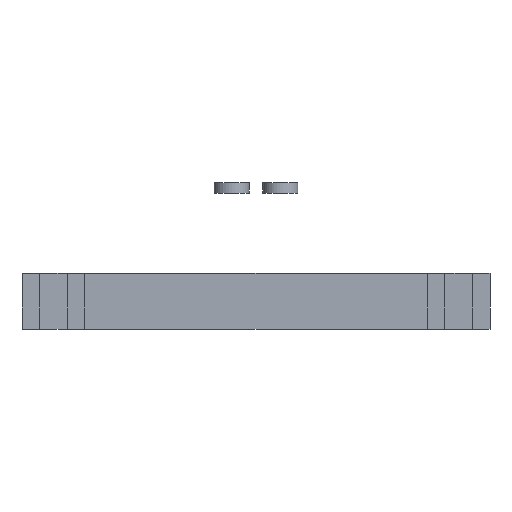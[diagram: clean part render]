
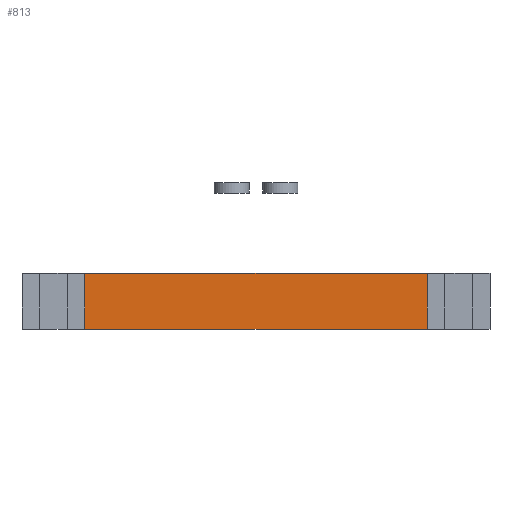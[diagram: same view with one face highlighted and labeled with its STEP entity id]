
A CAD part, front view. The second image highlights one B-rep face of the part: STEP entity #813.
In plain terms, the highlighted planar face has unit normal (0, -1, 0).
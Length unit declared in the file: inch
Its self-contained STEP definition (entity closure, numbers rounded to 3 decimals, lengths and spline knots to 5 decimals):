
#82=LINE('',#1334,#154);
#83=LINE('',#1337,#155);
#84=LINE('',#1339,#156);
#85=LINE('',#1340,#157);
#154=VECTOR('',#1103,0.3937);
#155=VECTOR('',#1106,0.3937);
#156=VECTOR('',#1107,0.3937);
#157=VECTOR('',#1108,0.3937);
#188=PLANE('',#903);
#267=FACE_OUTER_BOUND('',#341,.T.);
#341=EDGE_LOOP('',(#693,#694,#695,#696));
#453=VERTEX_POINT('',#1330);
#454=VERTEX_POINT('',#1332);
#455=VERTEX_POINT('',#1336);
#456=VERTEX_POINT('',#1338);
#551=EDGE_CURVE('',#453,#454,#82,.T.);
#552=EDGE_CURVE('',#453,#455,#83,.T.);
#553=EDGE_CURVE('',#456,#454,#84,.T.);
#554=EDGE_CURVE('',#455,#456,#85,.T.);
#693=ORIENTED_EDGE('',*,*,#552,.F.);
#694=ORIENTED_EDGE('',*,*,#551,.T.);
#695=ORIENTED_EDGE('',*,*,#553,.F.);
#696=ORIENTED_EDGE('',*,*,#554,.F.);
#813=ADVANCED_FACE('',(#267),#188,.T.);
#903=AXIS2_PLACEMENT_3D('',#1335,#1104,#1105);
#1103=DIRECTION('',(0.,0.,1.));
#1104=DIRECTION('center_axis',(0.,-1.,0.));
#1105=DIRECTION('ref_axis',(1.,0.,0.));
#1106=DIRECTION('',(-1.,0.,0.));
#1107=DIRECTION('',(1.,0.,0.));
#1108=DIRECTION('',(0.,0.,1.));
#1330=CARTESIAN_POINT('',(6.,0.,0.));
#1332=CARTESIAN_POINT('',(6.,0.,2.));
#1334=CARTESIAN_POINT('',(6.,0.,0.));
#1335=CARTESIAN_POINT('Origin',(-6.25,0.,0.));
#1336=CARTESIAN_POINT('',(-6.25,0.,0.));
#1337=CARTESIAN_POINT('',(6.,0.,0.));
#1338=CARTESIAN_POINT('',(-6.25,0.,2.));
#1339=CARTESIAN_POINT('',(6.,0.,2.));
#1340=CARTESIAN_POINT('',(-6.25,0.,0.));
